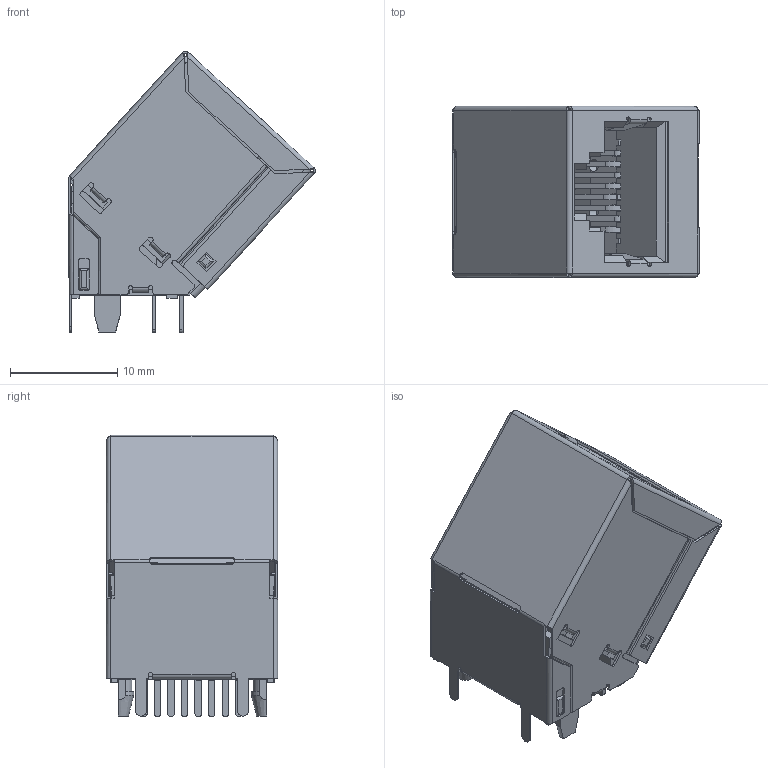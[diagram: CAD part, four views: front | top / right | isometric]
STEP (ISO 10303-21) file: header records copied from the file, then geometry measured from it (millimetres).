
FILE_DESCRIPTION(/* description */ ('Unknown'),/* implementation_level */ '2;1');
FILE_NAME(/* name */ 'J_Wurth_WR-MJ_615008160721',/* time_stamp */ '2025-06-23T11:32:56+08:00',/* author */ ('Unknown'),/* organization */ ('Unknown'),/* preprocessor_version */ 'ST-DEVELOPER v19.4',/* originating_system */ 'Solid Edge',/* authorisation */ 'Unknown');
FILE_SCHEMA (('AUTOMOTIVE_DESIGN {1 0 10303 214 3 1 1}'));
Length unit declared in the file: millimetre
Products named in the file (2): J_Wurth_WR-MJ_615008160721
Assembly tree (1 placements, depth 2):
  J_Wurth_WR-MJ_615008160721
    J_Wurth_WR-MJ_615008160721
Bounding box: 23.04 x 16.04 x 26.28 mm (x, y, z)
Volume: 2674.4 mm3; surface area: 7666.8 mm2
Topology: 1 solids, 21 shells, 1520 faces, 4290 edges, 2747 vertices
Faces by surface type: plane 1197, cylinder 301, bspline 16, cone 4, sphere 2
Full cylindrical faces by diameter (mm): 0.9 x12, 1 x4, 1.1 x22, 1.596 x2
Entity records: 58904 total; most frequent: CARTESIAN_POINT 8798, ORIENTED_EDGE 8438, DIRECTION 7857, EDGE_CURVE 4219, LINE 3483, VECTOR 3483, VERTEX_POINT 2718, AXIS2_PLACEMENT_3D 2187
